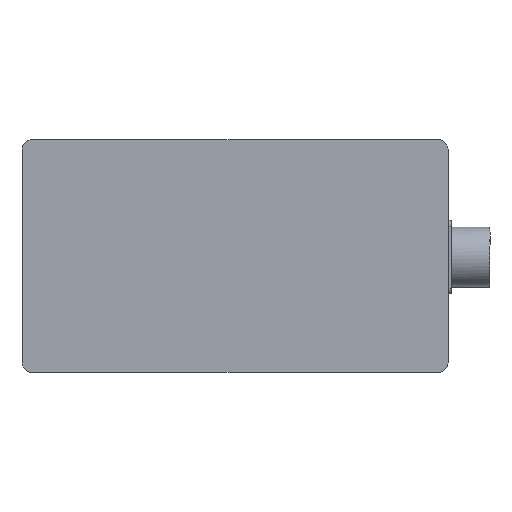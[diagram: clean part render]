
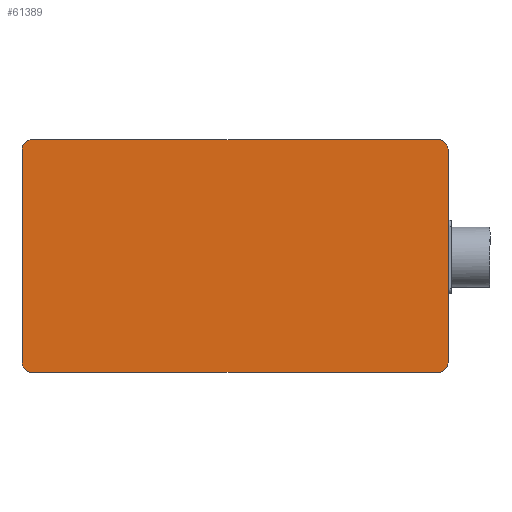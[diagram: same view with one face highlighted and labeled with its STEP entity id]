
A CAD part, front view. The second image highlights one B-rep face of the part: STEP entity #61389.
In plain terms, the highlighted face is planar.
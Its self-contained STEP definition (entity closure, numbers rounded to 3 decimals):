
#972 = VECTOR ( 'NONE', #82690, 1000. ) ;
#2655 = DIRECTION ( 'NONE',  ( -1., 0., 0. ) ) ;
#3922 = CARTESIAN_POINT ( 'NONE',  ( 60., -40., -119. ) ) ;
#4084 = ORIENTED_EDGE ( 'NONE', *, *, #68678, .T. ) ;
#5354 = ORIENTED_EDGE ( 'NONE', *, *, #45149, .T. ) ;
#7849 = ORIENTED_EDGE ( 'NONE', *, *, #65221, .T. ) ;
#8390 = DIRECTION ( 'NONE',  ( 0., 0., -1. ) ) ;
#12754 = CARTESIAN_POINT ( 'NONE',  ( 60., 170., -119. ) ) ;
#13004 = DIRECTION ( 'NONE',  ( 0., 0., -1. ) ) ;
#14068 = CARTESIAN_POINT ( 'NONE',  ( 55., -45., -119. ) ) ;
#14414 = DIRECTION ( 'NONE',  ( -1., 0., 0. ) ) ;
#14864 = AXIS2_PLACEMENT_3D ( 'NONE', #48873, #8390, #2655 ) ;
#15877 = CARTESIAN_POINT ( 'NONE',  ( -60., -40., -119. ) ) ;
#19381 = LINE ( 'NONE', #26417, #20409 ) ;
#20409 = VECTOR ( 'NONE', #53274, 1000. ) ;
#21096 = AXIS2_PLACEMENT_3D ( 'NONE', #74607, #26765, #14414 ) ;
#21656 = VERTEX_POINT ( 'NONE', #3922 ) ;
#21877 = CIRCLE ( 'NONE', #14864, 5. ) ;
#23043 = CARTESIAN_POINT ( 'NONE',  ( 55., 175., -119. ) ) ;
#23609 = VECTOR ( 'NONE', #76987, 1000. ) ;
#26417 = CARTESIAN_POINT ( 'NONE',  ( 55., -45., -119. ) ) ;
#26765 = DIRECTION ( 'NONE',  ( 0., 0., -1. ) ) ;
#27033 = AXIS2_PLACEMENT_3D ( 'NONE', #57799, #65242, #59094 ) ;
#29564 = CARTESIAN_POINT ( 'NONE',  ( -55., 175., -119. ) ) ;
#29922 = ORIENTED_EDGE ( 'NONE', *, *, #50090, .T. ) ;
#29962 = LINE ( 'NONE', #15877, #972 ) ;
#31030 = VERTEX_POINT ( 'NONE', #58628 ) ;
#34828 = CARTESIAN_POINT ( 'NONE',  ( 55., -40., -119. ) ) ;
#36946 = CARTESIAN_POINT ( 'NONE',  ( -55., -45., -119. ) ) ;
#39851 = ORIENTED_EDGE ( 'NONE', *, *, #84167, .T. ) ;
#40723 = DIRECTION ( 'NONE',  ( -1., 0., 0. ) ) ;
#41640 = EDGE_CURVE ( 'NONE', #65655, #75282, #83583, .T. ) ;
#45149 = EDGE_CURVE ( 'NONE', #75282, #52960, #64618, .T. ) ;
#46043 = PLANE ( 'NONE',  #75097 ) ;
#46190 = CARTESIAN_POINT ( 'NONE',  ( 60., 170., -119. ) ) ;
#48507 = DIRECTION ( 'NONE',  ( -1., 0., 0. ) ) ;
#48873 = CARTESIAN_POINT ( 'NONE',  ( -55., -40., -119. ) ) ;
#50090 = EDGE_CURVE ( 'NONE', #75264, #65655, #56459, .T. ) ;
#50310 = AXIS2_PLACEMENT_3D ( 'NONE', #34828, #81816, #48507 ) ;
#52960 = VERTEX_POINT ( 'NONE', #46190 ) ;
#53274 = DIRECTION ( 'NONE',  ( -1., 0., 0. ) ) ;
#53496 = FACE_OUTER_BOUND ( 'NONE', #55125, .T. ) ;
#55125 = EDGE_LOOP ( 'NONE', ( #4084, #75595, #84055, #7849, #29922, #81871, #5354, #39851 ) ) ;
#56054 = CARTESIAN_POINT ( 'NONE',  ( -60., 170., -119. ) ) ;
#56459 = CIRCLE ( 'NONE', #27033, 5. ) ;
#57799 = CARTESIAN_POINT ( 'NONE',  ( -55., 170., -119. ) ) ;
#58628 = CARTESIAN_POINT ( 'NONE',  ( -60., -40., -119. ) ) ;
#59094 = DIRECTION ( 'NONE',  ( -1., 0., 0. ) ) ;
#59379 = DIRECTION ( 'NONE',  ( 0., -1., 0. ) ) ;
#59770 = VERTEX_POINT ( 'NONE', #14068 ) ;
#60215 = VECTOR ( 'NONE', #59379, 1000. ) ;
#61389 = ADVANCED_FACE ( 'NONE', ( #53496 ), #46043, .T. ) ;
#64618 = CIRCLE ( 'NONE', #21096, 5. ) ;
#65221 = EDGE_CURVE ( 'NONE', #31030, #75264, #29962, .T. ) ;
#65242 = DIRECTION ( 'NONE',  ( 0., 0., -1. ) ) ;
#65655 = VERTEX_POINT ( 'NONE', #84746 ) ;
#68678 = EDGE_CURVE ( 'NONE', #21656, #59770, #83924, .T. ) ;
#72788 = CARTESIAN_POINT ( 'NONE',  ( 55., -40., -119. ) ) ;
#74607 = CARTESIAN_POINT ( 'NONE',  ( 55., 170., -119. ) ) ;
#75097 = AXIS2_PLACEMENT_3D ( 'NONE', #72788, #13004, #40723 ) ;
#75264 = VERTEX_POINT ( 'NONE', #56054 ) ;
#75282 = VERTEX_POINT ( 'NONE', #23043 ) ;
#75595 = ORIENTED_EDGE ( 'NONE', *, *, #75639, .T. ) ;
#75639 = EDGE_CURVE ( 'NONE', #59770, #77334, #19381, .T. ) ;
#76411 = EDGE_CURVE ( 'NONE', #77334, #31030, #21877, .T. ) ;
#76987 = DIRECTION ( 'NONE',  ( 1., 0., 0. ) ) ;
#77334 = VERTEX_POINT ( 'NONE', #36946 ) ;
#81816 = DIRECTION ( 'NONE',  ( 0., 0., -1. ) ) ;
#81871 = ORIENTED_EDGE ( 'NONE', *, *, #41640, .T. ) ;
#82690 = DIRECTION ( 'NONE',  ( 0., 1., 0. ) ) ;
#83583 = LINE ( 'NONE', #29564, #23609 ) ;
#83924 = CIRCLE ( 'NONE', #50310, 5. ) ;
#84055 = ORIENTED_EDGE ( 'NONE', *, *, #76411, .T. ) ;
#84167 = EDGE_CURVE ( 'NONE', #52960, #21656, #84831, .T. ) ;
#84746 = CARTESIAN_POINT ( 'NONE',  ( -55., 175., -119. ) ) ;
#84831 = LINE ( 'NONE', #12754, #60215 ) ;
